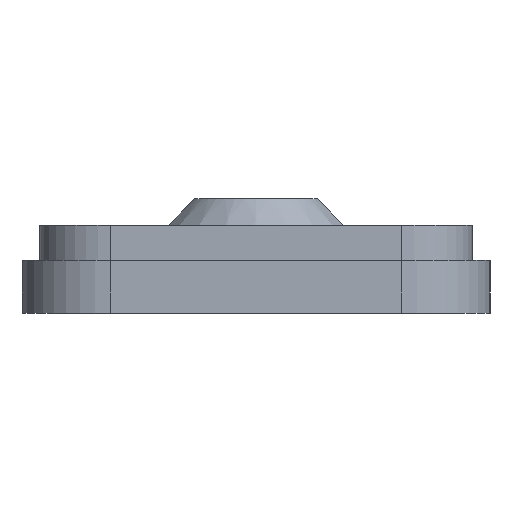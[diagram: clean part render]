
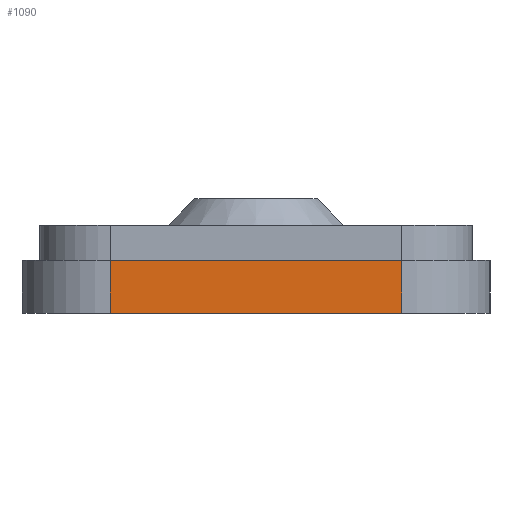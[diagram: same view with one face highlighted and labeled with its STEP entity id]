
A CAD part, left-side view. The second image highlights one B-rep face of the part: STEP entity #1090.
In plain terms, the highlighted planar face has unit normal (-1, 0, 0).
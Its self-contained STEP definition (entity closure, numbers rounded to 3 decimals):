
#57=PLANE('',#1187);
#94=FACE_OUTER_BOUND('',#162,.T.);
#162=EDGE_LOOP('',(#787,#788,#789,#790));
#228=LINE('',#1665,#318);
#237=LINE('',#1707,#327);
#238=LINE('',#1709,#328);
#239=LINE('',#1710,#329);
#318=VECTOR('',#1318,10.);
#327=VECTOR('',#1363,5.);
#328=VECTOR('',#1364,10.);
#329=VECTOR('',#1365,10.);
#478=VERTEX_POINT('',#1662);
#479=VERTEX_POINT('',#1664);
#494=VERTEX_POINT('',#1706);
#495=VERTEX_POINT('',#1708);
#587=EDGE_CURVE('',#478,#479,#228,.T.);
#608=EDGE_CURVE('',#478,#494,#237,.T.);
#609=EDGE_CURVE('',#494,#495,#238,.T.);
#610=EDGE_CURVE('',#495,#479,#239,.T.);
#787=ORIENTED_EDGE('',*,*,#587,.F.);
#788=ORIENTED_EDGE('',*,*,#608,.T.);
#789=ORIENTED_EDGE('',*,*,#609,.T.);
#790=ORIENTED_EDGE('',*,*,#610,.T.);
#1090=ADVANCED_FACE('',(#94),#57,.T.);
#1187=AXIS2_PLACEMENT_3D('',#1705,#1361,#1362);
#1318=DIRECTION('',(0.,1.,0.));
#1361=DIRECTION('center_axis',(-1.,0.,0.));
#1362=DIRECTION('ref_axis',(0.,-1.,0.));
#1363=DIRECTION('',(0.,0.,1.));
#1364=DIRECTION('',(0.,1.,0.));
#1365=DIRECTION('',(0.,0.,-1.));
#1662=CARTESIAN_POINT('',(-400.,-8.25,0.));
#1664=CARTESIAN_POINT('',(-400.,8.25,0.));
#1665=CARTESIAN_POINT('',(-400.,11.225,0.));
#1705=CARTESIAN_POINT('Origin',(-400.,13.25,0.));
#1706=CARTESIAN_POINT('',(-400.,-8.25,3.));
#1707=CARTESIAN_POINT('',(-400.,-8.25,0.));
#1708=CARTESIAN_POINT('',(-400.,8.25,3.));
#1709=CARTESIAN_POINT('',(-400.,6.625,3.));
#1710=CARTESIAN_POINT('',(-400.,8.25,0.));
